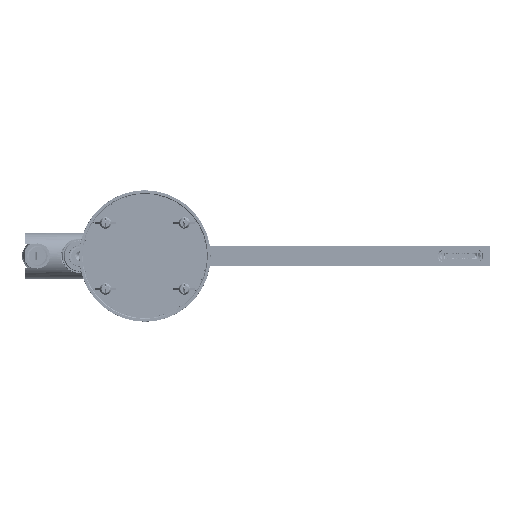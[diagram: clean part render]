
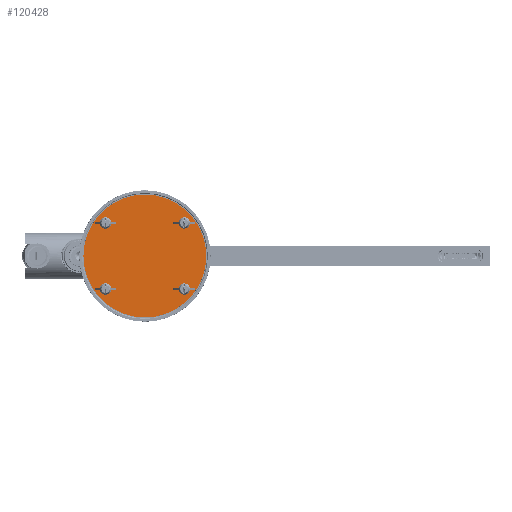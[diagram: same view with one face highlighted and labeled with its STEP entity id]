
A CAD part, front view. The second image highlights one B-rep face of the part: STEP entity #120428.
In plain terms, the highlighted planar face has unit normal (0, -1, 0).
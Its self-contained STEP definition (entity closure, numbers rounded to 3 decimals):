
#939 = CARTESIAN_POINT ( 'NONE',  ( 0., 0., 45.4 ) ) ;
#3013 = AXIS2_PLACEMENT_3D ( 'NONE', #138292, #185879, #8887 ) ;
#3201 = CIRCLE ( 'NONE', #122643, 3. ) ;
#4390 = CARTESIAN_POINT ( 'NONE',  ( 29.11, 0., 24.426 ) ) ;
#5310 = FACE_BOUND ( 'NONE', #192796, .T. ) ;
#7740 = VERTEX_POINT ( 'NONE', #206508 ) ;
#8887 = DIRECTION ( 'NONE',  ( 0., 0., -1. ) ) ;
#9865 = CARTESIAN_POINT ( 'NONE',  ( 29.11, 0., -24.426 ) ) ;
#12289 = EDGE_CURVE ( 'NONE', #52153, #95247, #109429, .T. ) ;
#14209 = DIRECTION ( 'NONE',  ( 0., 1., 0. ) ) ;
#18307 = EDGE_LOOP ( 'NONE', ( #25448, #167125 ) ) ;
#22809 = CARTESIAN_POINT ( 'NONE',  ( 0., 0., 0. ) ) ;
#24413 = AXIS2_PLACEMENT_3D ( 'NONE', #86376, #151035, #70867 ) ;
#25448 = ORIENTED_EDGE ( 'NONE', *, *, #12289, .T. ) ;
#25608 = CARTESIAN_POINT ( 'NONE',  ( -29.11, 0., 27.426 ) ) ;
#28766 = DIRECTION ( 'NONE',  ( 0., 0., -1. ) ) ;
#30067 = CARTESIAN_POINT ( 'NONE',  ( 29.11, 0., -24.426 ) ) ;
#30731 = DIRECTION ( 'NONE',  ( 0., 1., 0. ) ) ;
#32603 = EDGE_CURVE ( 'NONE', #142742, #40826, #191244, .T. ) ;
#33138 = CIRCLE ( 'NONE', #147956, 3. ) ;
#36129 = DIRECTION ( 'NONE',  ( 0., 0., -1. ) ) ;
#39115 = ORIENTED_EDGE ( 'NONE', *, *, #93444, .T. ) ;
#40006 = VERTEX_POINT ( 'NONE', #111720 ) ;
#40136 = ORIENTED_EDGE ( 'NONE', *, *, #167557, .T. ) ;
#40826 = VERTEX_POINT ( 'NONE', #148930 ) ;
#41416 = EDGE_CURVE ( 'NONE', #99885, #40006, #3201, .T. ) ;
#50279 = AXIS2_PLACEMENT_3D ( 'NONE', #113282, #14209, #129468 ) ;
#50703 = CARTESIAN_POINT ( 'NONE',  ( 29.11, 0., 27.426 ) ) ;
#52153 = VERTEX_POINT ( 'NONE', #25608 ) ;
#53712 = CARTESIAN_POINT ( 'NONE',  ( 29.11, 0., 21.426 ) ) ;
#53969 = VERTEX_POINT ( 'NONE', #939 ) ;
#54035 = EDGE_CURVE ( 'NONE', #57292, #100395, #75445, .T. ) ;
#54905 = DIRECTION ( 'NONE',  ( 0., 0., -1. ) ) ;
#57292 = VERTEX_POINT ( 'NONE', #53712 ) ;
#58098 = FACE_OUTER_BOUND ( 'NONE', #125258, .T. ) ;
#64152 = CARTESIAN_POINT ( 'NONE',  ( -29.11, 0., 24.426 ) ) ;
#66131 = AXIS2_PLACEMENT_3D ( 'NONE', #4390, #150533, #54905 ) ;
#67222 = AXIS2_PLACEMENT_3D ( 'NONE', #22809, #132580, #36129 ) ;
#70867 = DIRECTION ( 'NONE',  ( 0., 0., -1. ) ) ;
#74489 = DIRECTION ( 'NONE',  ( 0., 0., 1. ) ) ;
#75445 = CIRCLE ( 'NONE', #66131, 3. ) ;
#80341 = DIRECTION ( 'NONE',  ( 0., 0., 1. ) ) ;
#80371 = CARTESIAN_POINT ( 'NONE',  ( 0., 0., 0. ) ) ;
#86376 = CARTESIAN_POINT ( 'NONE',  ( -29.11, 0., -24.426 ) ) ;
#87329 = EDGE_CURVE ( 'NONE', #95247, #52153, #156847, .T. ) ;
#92609 = ORIENTED_EDGE ( 'NONE', *, *, #156863, .T. ) ;
#93444 = EDGE_CURVE ( 'NONE', #7740, #53969, #99412, .T. ) ;
#95247 = VERTEX_POINT ( 'NONE', #184550 ) ;
#99412 = CIRCLE ( 'NONE', #148001, 45.4 ) ;
#99885 = VERTEX_POINT ( 'NONE', #118471 ) ;
#100395 = VERTEX_POINT ( 'NONE', #50703 ) ;
#100972 = FACE_BOUND ( 'NONE', #206972, .T. ) ;
#109429 = CIRCLE ( 'NONE', #190302, 3. ) ;
#110606 = CIRCLE ( 'NONE', #151471, 3. ) ;
#111720 = CARTESIAN_POINT ( 'NONE',  ( 29.11, 0., -21.426 ) ) ;
#113282 = CARTESIAN_POINT ( 'NONE',  ( -29.11, 0., 24.426 ) ) ;
#114834 = DIRECTION ( 'NONE',  ( 0., -1., 0. ) ) ;
#118471 = CARTESIAN_POINT ( 'NONE',  ( 29.11, 0., -27.426 ) ) ;
#119314 = EDGE_CURVE ( 'NONE', #40006, #99885, #33138, .T. ) ;
#120428 = ADVANCED_FACE ( 'NONE', ( #153735, #143728, #100972, #5310, #58098 ), #166902, .T. ) ;
#122643 = AXIS2_PLACEMENT_3D ( 'NONE', #9865, #135805, #74489 ) ;
#125258 = EDGE_LOOP ( 'NONE', ( #39115, #40136 ) ) ;
#127300 = DIRECTION ( 'NONE',  ( 0., -1., 0. ) ) ;
#127524 = DIRECTION ( 'NONE',  ( 0., 1., 0. ) ) ;
#129468 = DIRECTION ( 'NONE',  ( 0., 0., 1. ) ) ;
#132580 = DIRECTION ( 'NONE',  ( 0., -1., 0. ) ) ;
#135805 = DIRECTION ( 'NONE',  ( 0., 1., 0. ) ) ;
#138292 = CARTESIAN_POINT ( 'NONE',  ( -29.11, 0., -24.426 ) ) ;
#141799 = ORIENTED_EDGE ( 'NONE', *, *, #54035, .T. ) ;
#142084 = DIRECTION ( 'NONE',  ( 0., 0., -1. ) ) ;
#142742 = VERTEX_POINT ( 'NONE', #191256 ) ;
#143338 = DIRECTION ( 'NONE',  ( 0., 0., 1. ) ) ;
#143728 = FACE_BOUND ( 'NONE', #18307, .T. ) ;
#144256 = EDGE_LOOP ( 'NONE', ( #92609, #194859 ) ) ;
#147956 = AXIS2_PLACEMENT_3D ( 'NONE', #30067, #30731, #143338 ) ;
#148001 = AXIS2_PLACEMENT_3D ( 'NONE', #80371, #114834, #192665 ) ;
#148930 = CARTESIAN_POINT ( 'NONE',  ( -29.11, 0., -27.426 ) ) ;
#150533 = DIRECTION ( 'NONE',  ( 0., 1., 0. ) ) ;
#151035 = DIRECTION ( 'NONE',  ( 0., 1., 0. ) ) ;
#151471 = AXIS2_PLACEMENT_3D ( 'NONE', #157465, #204389, #28766 ) ;
#153735 = FACE_BOUND ( 'NONE', #144256, .T. ) ;
#156847 = CIRCLE ( 'NONE', #50279, 3. ) ;
#156863 = EDGE_CURVE ( 'NONE', #40826, #142742, #181457, .T. ) ;
#157465 = CARTESIAN_POINT ( 'NONE',  ( 29.11, 0., 24.426 ) ) ;
#158843 = CARTESIAN_POINT ( 'NONE',  ( 0., 0., 0. ) ) ;
#166902 = PLANE ( 'NONE',  #67222 ) ;
#167125 = ORIENTED_EDGE ( 'NONE', *, *, #87329, .T. ) ;
#167557 = EDGE_CURVE ( 'NONE', #53969, #7740, #199569, .T. ) ;
#174512 = ORIENTED_EDGE ( 'NONE', *, *, #119314, .T. ) ;
#175496 = ORIENTED_EDGE ( 'NONE', *, *, #196661, .T. ) ;
#177276 = AXIS2_PLACEMENT_3D ( 'NONE', #158843, #127300, #142084 ) ;
#181457 = CIRCLE ( 'NONE', #3013, 3. ) ;
#184550 = CARTESIAN_POINT ( 'NONE',  ( -29.11, 0., 21.426 ) ) ;
#185879 = DIRECTION ( 'NONE',  ( 0., 1., 0. ) ) ;
#190302 = AXIS2_PLACEMENT_3D ( 'NONE', #64152, #127524, #80341 ) ;
#191244 = CIRCLE ( 'NONE', #24413, 3. ) ;
#191256 = CARTESIAN_POINT ( 'NONE',  ( -29.11, 0., -21.426 ) ) ;
#192665 = DIRECTION ( 'NONE',  ( 0., 0., -1. ) ) ;
#192796 = EDGE_LOOP ( 'NONE', ( #141799, #175496 ) ) ;
#194859 = ORIENTED_EDGE ( 'NONE', *, *, #32603, .T. ) ;
#195114 = ORIENTED_EDGE ( 'NONE', *, *, #41416, .T. ) ;
#196661 = EDGE_CURVE ( 'NONE', #100395, #57292, #110606, .T. ) ;
#199569 = CIRCLE ( 'NONE', #177276, 45.4 ) ;
#204389 = DIRECTION ( 'NONE',  ( 0., 1., 0. ) ) ;
#206508 = CARTESIAN_POINT ( 'NONE',  ( 0., 0., -45.4 ) ) ;
#206972 = EDGE_LOOP ( 'NONE', ( #174512, #195114 ) ) ;
